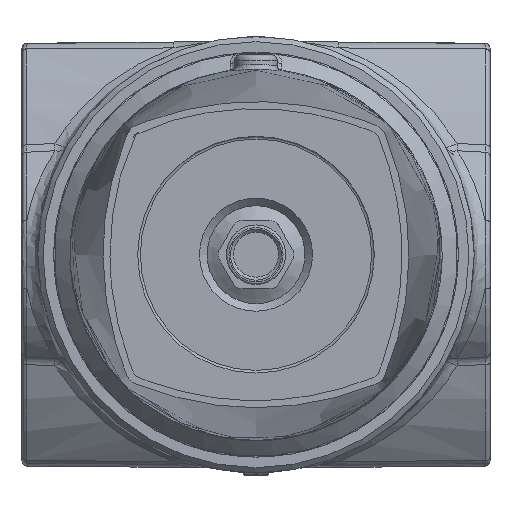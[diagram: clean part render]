
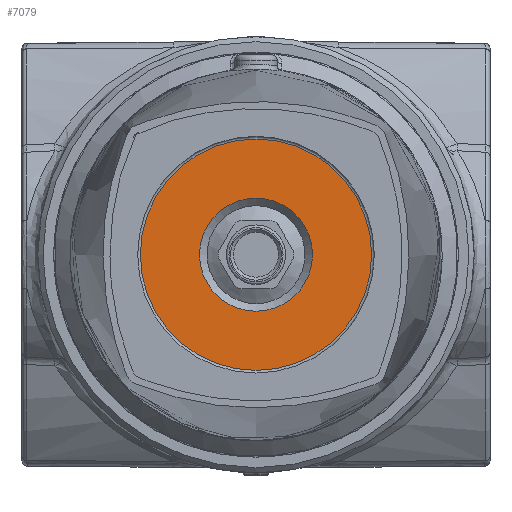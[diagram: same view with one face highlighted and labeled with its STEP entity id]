
A CAD part, front view. The second image highlights one B-rep face of the part: STEP entity #7079.
In plain terms, the highlighted planar face has unit normal (0, -1, 0).
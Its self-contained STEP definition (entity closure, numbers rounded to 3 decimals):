
#698=FACE_BOUND('',#2031,.T.);
#1596=FACE_OUTER_BOUND('',#2030,.T.);
#2030=EDGE_LOOP('',(#5928,#5929));
#2031=EDGE_LOOP('',(#5930));
#2441=CIRCLE('',#7773,10.75);
#2442=CIRCLE('',#7775,22.);
#2443=CIRCLE('',#7776,22.);
#3083=VERTEX_POINT('',#30660);
#3084=VERTEX_POINT('',#30664);
#3085=VERTEX_POINT('',#30665);
#4055=EDGE_CURVE('',#3083,#3083,#2441,.T.);
#4056=EDGE_CURVE('',#3084,#3085,#2442,.T.);
#4057=EDGE_CURVE('',#3085,#3084,#2443,.T.);
#5928=ORIENTED_EDGE('',*,*,#4056,.F.);
#5929=ORIENTED_EDGE('',*,*,#4057,.F.);
#5930=ORIENTED_EDGE('',*,*,#4055,.F.);
#6346=PLANE('',#7774);
#7079=ADVANCED_FACE('',(#1596,#698),#6346,.T.);
#7773=AXIS2_PLACEMENT_3D('',#30662,#9344,#9345);
#7774=AXIS2_PLACEMENT_3D('',#30663,#9346,#9347);
#7775=AXIS2_PLACEMENT_3D('',#30666,#9348,#9349);
#7776=AXIS2_PLACEMENT_3D('',#30667,#9350,#9351);
#9344=DIRECTION('center_axis',(0.,-1.,0.));
#9345=DIRECTION('ref_axis',(-1.,0.,0.));
#9346=DIRECTION('center_axis',(0.,-1.,0.));
#9347=DIRECTION('ref_axis',(0.,0.,-1.));
#9348=DIRECTION('center_axis',(0.,1.,0.));
#9349=DIRECTION('ref_axis',(1.,0.,0.));
#9350=DIRECTION('center_axis',(0.,1.,0.));
#9351=DIRECTION('ref_axis',(1.,0.,0.));
#30660=CARTESIAN_POINT('',(10.75,-203.25,0.));
#30662=CARTESIAN_POINT('Origin',(0.,-203.25,0.));
#30663=CARTESIAN_POINT('Origin',(0.,-203.25,0.));
#30664=CARTESIAN_POINT('',(-22.,-203.25,0.));
#30665=CARTESIAN_POINT('',(0.,-203.25,22.));
#30666=CARTESIAN_POINT('Origin',(0.,-203.25,0.));
#30667=CARTESIAN_POINT('Origin',(0.,-203.25,0.));
